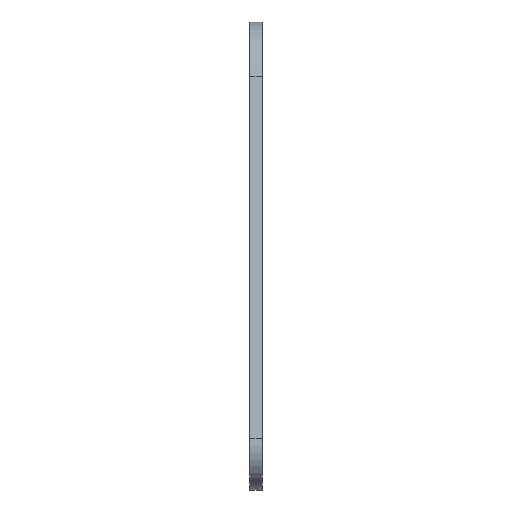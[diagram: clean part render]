
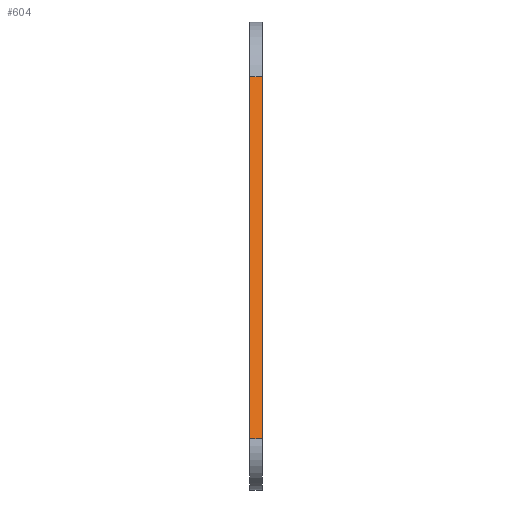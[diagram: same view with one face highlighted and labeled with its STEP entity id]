
A CAD part, left-side view. The second image highlights one B-rep face of the part: STEP entity #604.
In plain terms, the highlighted planar face has unit normal (-0.966, 0, 0.259).
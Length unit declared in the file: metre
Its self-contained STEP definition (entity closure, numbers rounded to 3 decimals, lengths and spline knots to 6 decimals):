
#2 = CARTESIAN_POINT ( 'NONE',  ( -0.022385, 0., -0.045566 ) ) ;
#10 = ORIENTED_EDGE ( 'NONE', *, *, #430, .F. ) ;
#41 = AXIS2_PLACEMENT_3D ( 'NONE', #393, #673, #500 ) ;
#63 = LINE ( 'NONE', #2, #543 ) ;
#94 = CARTESIAN_POINT ( 'NONE',  ( -0.009483, 0., 0.002543 ) ) ;
#99 = CARTESIAN_POINT ( 'NONE',  ( -0.022385, 0., -0.045566 ) ) ;
#114 = PLANE ( 'NONE',  #41 ) ;
#129 = ORIENTED_EDGE ( 'NONE', *, *, #130, .T. ) ;
#130 = EDGE_CURVE ( 'NONE', #525, #694, #710, .T. ) ;
#182 = DIRECTION ( 'NONE',  ( 0.259, 0., 0.966 ) ) ;
#196 = LINE ( 'NONE', #681, #362 ) ;
#208 = DIRECTION ( 'NONE',  ( 0., 1., 0. ) ) ;
#244 = CARTESIAN_POINT ( 'NONE',  ( -0.022385, 0., -0.045566 ) ) ;
#251 = DIRECTION ( 'NONE',  ( 0., 1., 0. ) ) ;
#286 = DIRECTION ( 'NONE',  ( 0.259, 0., 0.966 ) ) ;
#288 = VERTEX_POINT ( 'NONE', #501 ) ;
#291 = EDGE_CURVE ( 'NONE', #468, #525, #63, .T. ) ;
#362 = VECTOR ( 'NONE', #182, 1. ) ;
#373 = CARTESIAN_POINT ( 'NONE',  ( -0.009483, 0., 0.002543 ) ) ;
#393 = CARTESIAN_POINT ( 'NONE',  ( -0.022385, 0., -0.045566 ) ) ;
#410 = EDGE_CURVE ( 'NONE', #468, #288, #459, .T. ) ;
#430 = EDGE_CURVE ( 'NONE', #288, #694, #196, .T. ) ;
#452 = EDGE_LOOP ( 'NONE', ( #652, #129, #10, #639 ) ) ;
#459 = LINE ( 'NONE', #244, #502 ) ;
#468 = VERTEX_POINT ( 'NONE', #99 ) ;
#497 = FACE_OUTER_BOUND ( 'NONE', #452, .T. ) ;
#500 = DIRECTION ( 'NONE',  ( 0., 1., 0. ) ) ;
#501 = CARTESIAN_POINT ( 'NONE',  ( -0.022385, 0.0017, -0.045566 ) ) ;
#502 = VECTOR ( 'NONE', #251, 1. ) ;
#525 = VERTEX_POINT ( 'NONE', #94 ) ;
#543 = VECTOR ( 'NONE', #286, 1. ) ;
#604 = ADVANCED_FACE ( 'NONE', ( #497 ), #114, .T. ) ;
#619 = CARTESIAN_POINT ( 'NONE',  ( -0.009483, 0.0017, 0.002543 ) ) ;
#639 = ORIENTED_EDGE ( 'NONE', *, *, #410, .F. ) ;
#652 = ORIENTED_EDGE ( 'NONE', *, *, #291, .T. ) ;
#673 = DIRECTION ( 'NONE',  ( -0.966, 0., 0.259 ) ) ;
#681 = CARTESIAN_POINT ( 'NONE',  ( -0.022385, 0.0017, -0.045566 ) ) ;
#694 = VERTEX_POINT ( 'NONE', #619 ) ;
#710 = LINE ( 'NONE', #373, #720 ) ;
#720 = VECTOR ( 'NONE', #208, 1. ) ;
